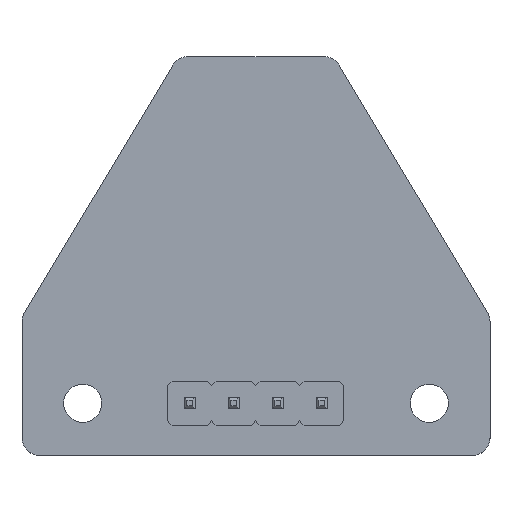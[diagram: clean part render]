
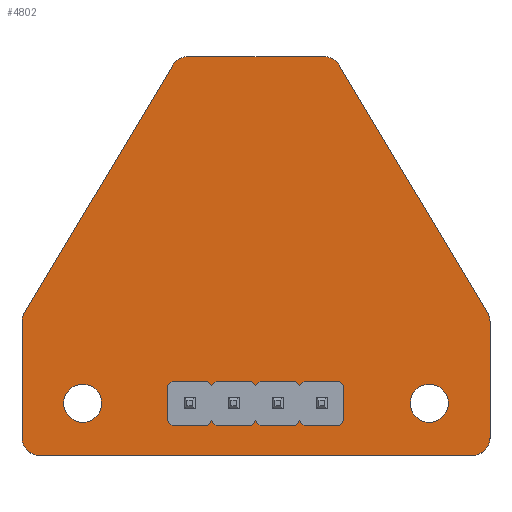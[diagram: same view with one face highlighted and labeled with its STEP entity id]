
A CAD part, top view. The second image highlights one B-rep face of the part: STEP entity #4802.
In plain terms, the highlighted planar face has unit normal (0, 0, 1).
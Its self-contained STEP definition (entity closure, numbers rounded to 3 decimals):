
#4553 = VERTEX_POINT('',#4554);
#4554 = CARTESIAN_POINT('',(145.684,-81.,1.51));
#4560 = EDGE_CURVE('',#4553,#4561,#4563,.T.);
#4561 = VERTEX_POINT('',#4562);
#4562 = CARTESIAN_POINT('',(146.541,-81.486,1.51));
#4563 = CIRCLE('',#4564,1.);
#4564 = AXIS2_PLACEMENT_3D('',#4565,#4566,#4567);
#4565 = CARTESIAN_POINT('',(145.684,-82.,1.51));
#4566 = DIRECTION('',(0.,0.,-1.));
#4567 = DIRECTION('',(0.,1.,0.));
#4595 = VERTEX_POINT('',#4596);
#4596 = CARTESIAN_POINT('',(137.816,-81.,1.51));
#4602 = EDGE_CURVE('',#4595,#4553,#4603,.T.);
#4603 = LINE('',#4604,#4605);
#4604 = CARTESIAN_POINT('',(137.816,-81.,1.51));
#4605 = VECTOR('',#4606,1.);
#4606 = DIRECTION('',(1.,0.,0.));
#4624 = EDGE_CURVE('',#4561,#4625,#4627,.T.);
#4625 = VERTEX_POINT('',#4626);
#4626 = CARTESIAN_POINT('',(155.107,-95.762,1.51));
#4627 = LINE('',#4628,#4629);
#4628 = CARTESIAN_POINT('',(146.541,-81.486,1.51));
#4629 = VECTOR('',#4630,1.);
#4630 = DIRECTION('',(0.514,-0.857,0.));
#4802 = ADVANCED_FACE('',(#4803,#4883,#4894,#4905,#4916,#4927,#4938),
  #4949,.T.);
#4803 = FACE_BOUND('',#4804,.T.);
#4804 = EDGE_LOOP('',(#4805,#4806,#4807,#4816,#4824,#4833,#4841,#4850,
    #4858,#4867,#4875,#4882));
#4805 = ORIENTED_EDGE('',*,*,#4560,.F.);
#4806 = ORIENTED_EDGE('',*,*,#4602,.F.);
#4807 = ORIENTED_EDGE('',*,*,#4808,.F.);
#4808 = EDGE_CURVE('',#4809,#4595,#4811,.T.);
#4809 = VERTEX_POINT('',#4810);
#4810 = CARTESIAN_POINT('',(136.959,-81.486,1.51));
#4811 = CIRCLE('',#4812,1.);
#4812 = AXIS2_PLACEMENT_3D('',#4813,#4814,#4815);
#4813 = CARTESIAN_POINT('',(137.816,-82.,1.51));
#4814 = DIRECTION('',(0.,0.,-1.));
#4815 = DIRECTION('',(-0.857,0.514,0.));
#4816 = ORIENTED_EDGE('',*,*,#4817,.F.);
#4817 = EDGE_CURVE('',#4818,#4809,#4820,.T.);
#4818 = VERTEX_POINT('',#4819);
#4819 = CARTESIAN_POINT('',(128.393,-95.762,1.51));
#4820 = LINE('',#4821,#4822);
#4821 = CARTESIAN_POINT('',(128.393,-95.762,1.51));
#4822 = VECTOR('',#4823,1.);
#4823 = DIRECTION('',(0.514,0.857,0.));
#4824 = ORIENTED_EDGE('',*,*,#4825,.F.);
#4825 = EDGE_CURVE('',#4826,#4818,#4828,.T.);
#4826 = VERTEX_POINT('',#4827);
#4827 = CARTESIAN_POINT('',(128.25,-96.277,1.51));
#4828 = CIRCLE('',#4829,1.);
#4829 = AXIS2_PLACEMENT_3D('',#4830,#4831,#4832);
#4830 = CARTESIAN_POINT('',(129.25,-96.277,1.51));
#4831 = DIRECTION('',(0.,0.,-1.));
#4832 = DIRECTION('',(-1.,0.,-0.));
#4833 = ORIENTED_EDGE('',*,*,#4834,.F.);
#4834 = EDGE_CURVE('',#4835,#4826,#4837,.T.);
#4835 = VERTEX_POINT('',#4836);
#4836 = CARTESIAN_POINT('',(128.25,-103.,1.51));
#4837 = LINE('',#4838,#4839);
#4838 = CARTESIAN_POINT('',(128.25,-103.,1.51));
#4839 = VECTOR('',#4840,1.);
#4840 = DIRECTION('',(0.,1.,0.));
#4841 = ORIENTED_EDGE('',*,*,#4842,.F.);
#4842 = EDGE_CURVE('',#4843,#4835,#4845,.T.);
#4843 = VERTEX_POINT('',#4844);
#4844 = CARTESIAN_POINT('',(129.25,-104.,1.51));
#4845 = CIRCLE('',#4846,1.);
#4846 = AXIS2_PLACEMENT_3D('',#4847,#4848,#4849);
#4847 = CARTESIAN_POINT('',(129.25,-103.,1.51));
#4848 = DIRECTION('',(0.,0.,-1.));
#4849 = DIRECTION('',(0.,-1.,0.));
#4850 = ORIENTED_EDGE('',*,*,#4851,.F.);
#4851 = EDGE_CURVE('',#4852,#4843,#4854,.T.);
#4852 = VERTEX_POINT('',#4853);
#4853 = CARTESIAN_POINT('',(154.25,-104.,1.51));
#4854 = LINE('',#4855,#4856);
#4855 = CARTESIAN_POINT('',(154.25,-104.,1.51));
#4856 = VECTOR('',#4857,1.);
#4857 = DIRECTION('',(-1.,0.,0.));
#4858 = ORIENTED_EDGE('',*,*,#4859,.F.);
#4859 = EDGE_CURVE('',#4860,#4852,#4862,.T.);
#4860 = VERTEX_POINT('',#4861);
#4861 = CARTESIAN_POINT('',(155.25,-103.,1.51));
#4862 = CIRCLE('',#4863,1.);
#4863 = AXIS2_PLACEMENT_3D('',#4864,#4865,#4866);
#4864 = CARTESIAN_POINT('',(154.25,-103.,1.51));
#4865 = DIRECTION('',(0.,0.,-1.));
#4866 = DIRECTION('',(1.,0.,0.));
#4867 = ORIENTED_EDGE('',*,*,#4868,.F.);
#4868 = EDGE_CURVE('',#4869,#4860,#4871,.T.);
#4869 = VERTEX_POINT('',#4870);
#4870 = CARTESIAN_POINT('',(155.25,-96.277,1.51));
#4871 = LINE('',#4872,#4873);
#4872 = CARTESIAN_POINT('',(155.25,-96.277,1.51));
#4873 = VECTOR('',#4874,1.);
#4874 = DIRECTION('',(0.,-1.,0.));
#4875 = ORIENTED_EDGE('',*,*,#4876,.F.);
#4876 = EDGE_CURVE('',#4625,#4869,#4877,.T.);
#4877 = CIRCLE('',#4878,1.);
#4878 = AXIS2_PLACEMENT_3D('',#4879,#4880,#4881);
#4879 = CARTESIAN_POINT('',(154.25,-96.277,1.51));
#4880 = DIRECTION('',(0.,0.,-1.));
#4881 = DIRECTION('',(0.857,0.514,0.));
#4882 = ORIENTED_EDGE('',*,*,#4624,.F.);
#4883 = FACE_BOUND('',#4884,.T.);
#4884 = EDGE_LOOP('',(#4885));
#4885 = ORIENTED_EDGE('',*,*,#4886,.T.);
#4886 = EDGE_CURVE('',#4887,#4887,#4889,.T.);
#4887 = VERTEX_POINT('',#4888);
#4888 = CARTESIAN_POINT('',(137.92,-101.5,1.51));
#4889 = CIRCLE('',#4890,0.5);
#4890 = AXIS2_PLACEMENT_3D('',#4891,#4892,#4893);
#4891 = CARTESIAN_POINT('',(137.92,-101.,1.51));
#4892 = DIRECTION('',(-0.,0.,-1.));
#4893 = DIRECTION('',(-0.,-1.,0.));
#4894 = FACE_BOUND('',#4895,.T.);
#4895 = EDGE_LOOP('',(#4896));
#4896 = ORIENTED_EDGE('',*,*,#4897,.T.);
#4897 = EDGE_CURVE('',#4898,#4898,#4900,.T.);
#4898 = VERTEX_POINT('',#4899);
#4899 = CARTESIAN_POINT('',(140.46,-101.5,1.51));
#4900 = CIRCLE('',#4901,0.5);
#4901 = AXIS2_PLACEMENT_3D('',#4902,#4903,#4904);
#4902 = CARTESIAN_POINT('',(140.46,-101.,1.51));
#4903 = DIRECTION('',(-0.,0.,-1.));
#4904 = DIRECTION('',(-0.,-1.,0.));
#4905 = FACE_BOUND('',#4906,.T.);
#4906 = EDGE_LOOP('',(#4907));
#4907 = ORIENTED_EDGE('',*,*,#4908,.T.);
#4908 = EDGE_CURVE('',#4909,#4909,#4911,.T.);
#4909 = VERTEX_POINT('',#4910);
#4910 = CARTESIAN_POINT('',(143.,-101.5,1.51));
#4911 = CIRCLE('',#4912,0.5);
#4912 = AXIS2_PLACEMENT_3D('',#4913,#4914,#4915);
#4913 = CARTESIAN_POINT('',(143.,-101.,1.51));
#4914 = DIRECTION('',(-0.,0.,-1.));
#4915 = DIRECTION('',(-0.,-1.,0.));
#4916 = FACE_BOUND('',#4917,.T.);
#4917 = EDGE_LOOP('',(#4918));
#4918 = ORIENTED_EDGE('',*,*,#4919,.T.);
#4919 = EDGE_CURVE('',#4920,#4920,#4922,.T.);
#4920 = VERTEX_POINT('',#4921);
#4921 = CARTESIAN_POINT('',(145.54,-101.5,1.51));
#4922 = CIRCLE('',#4923,0.5);
#4923 = AXIS2_PLACEMENT_3D('',#4924,#4925,#4926);
#4924 = CARTESIAN_POINT('',(145.54,-101.,1.51));
#4925 = DIRECTION('',(-0.,0.,-1.));
#4926 = DIRECTION('',(-0.,-1.,0.));
#4927 = FACE_BOUND('',#4928,.T.);
#4928 = EDGE_LOOP('',(#4929));
#4929 = ORIENTED_EDGE('',*,*,#4930,.T.);
#4930 = EDGE_CURVE('',#4931,#4931,#4933,.T.);
#4931 = VERTEX_POINT('',#4932);
#4932 = CARTESIAN_POINT('',(131.75,-102.1,1.51));
#4933 = CIRCLE('',#4934,1.1);
#4934 = AXIS2_PLACEMENT_3D('',#4935,#4936,#4937);
#4935 = CARTESIAN_POINT('',(131.75,-101.,1.51));
#4936 = DIRECTION('',(-0.,0.,-1.));
#4937 = DIRECTION('',(-0.,-1.,0.));
#4938 = FACE_BOUND('',#4939,.T.);
#4939 = EDGE_LOOP('',(#4940));
#4940 = ORIENTED_EDGE('',*,*,#4941,.T.);
#4941 = EDGE_CURVE('',#4942,#4942,#4944,.T.);
#4942 = VERTEX_POINT('',#4943);
#4943 = CARTESIAN_POINT('',(151.75,-102.1,1.51));
#4944 = CIRCLE('',#4945,1.1);
#4945 = AXIS2_PLACEMENT_3D('',#4946,#4947,#4948);
#4946 = CARTESIAN_POINT('',(151.75,-101.,1.51));
#4947 = DIRECTION('',(-0.,0.,-1.));
#4948 = DIRECTION('',(-0.,-1.,0.));
#4949 = PLANE('',#4950);
#4950 = AXIS2_PLACEMENT_3D('',#4951,#4952,#4953);
#4951 = CARTESIAN_POINT('',(0.,0.,1.51));
#4952 = DIRECTION('',(0.,0.,1.));
#4953 = DIRECTION('',(1.,0.,-0.));
